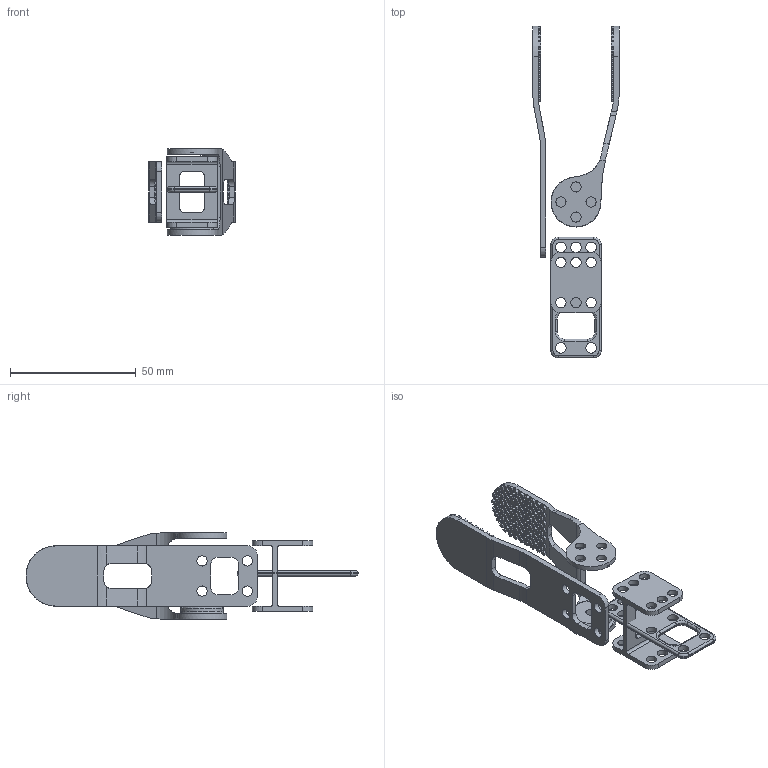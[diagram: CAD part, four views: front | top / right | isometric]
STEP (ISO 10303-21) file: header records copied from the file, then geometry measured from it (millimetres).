
FILE_DESCRIPTION( ( '' ), ' ' );
FILE_NAME( '56e94799e4b0982dbfa7d842.step', '2016-03-16T11:46:34', ( '' ), ( '' ), ' ', ' ', ' ' );
FILE_SCHEMA( ( 'AUTOMOTIVE_DESIGN { 1 0 10303 214 1 1 1 1 }' ) );
Length unit declared in the file: metre
Products named in the file (4): fixation; fixation_plate; rotative_part; fixed_part
Bounding box: 34.2 x 132 x 34.2 mm (x, y, z)
Volume: 12465.7 mm3; surface area: 15290.3 mm2
Topology: 4 solids, 4 shells, 1807 faces, 4825 edges, 3196 vertices
Faces by surface type: plane 1681, cylinder 107, torus 18, bspline 1
Full cylindrical faces by diameter (mm): 4.1 x21, 4.2 x10, 17 x1
Entity records: 69888 total; most frequent: CARTESIAN_POINT 10062, ORIENTED_EDGE 9540, DIRECTION 8733, EDGE_CURVE 4770, LINE 4379, VECTOR 4379, VERTEX_POINT 3174, AXIS2_PLACEMENT_3D 2177
